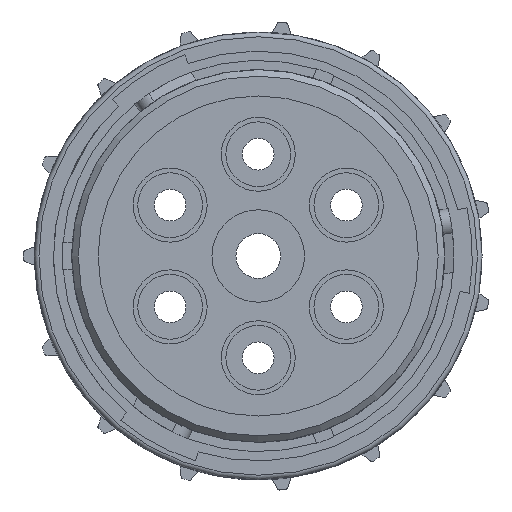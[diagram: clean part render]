
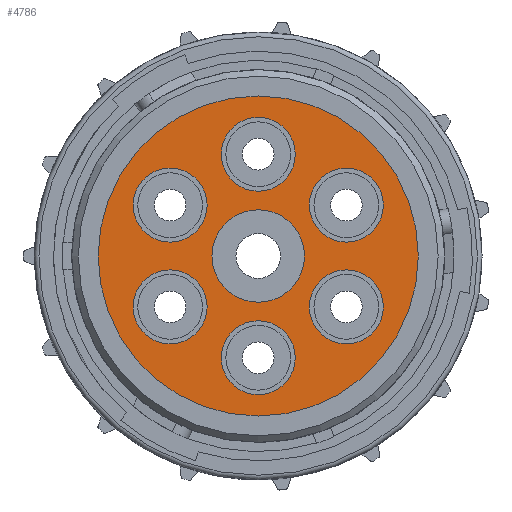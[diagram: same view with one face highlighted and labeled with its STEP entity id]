
A CAD part, left-side view. The second image highlights one B-rep face of the part: STEP entity #4786.
In plain terms, the highlighted planar face has unit normal (-1, 0, 0).
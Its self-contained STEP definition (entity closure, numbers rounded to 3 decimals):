
#52=PLANE('',#5163);
#894=ORIENTED_EDGE('',*,*,#1797,.T.);
#895=ORIENTED_EDGE('',*,*,#1798,.T.);
#896=ORIENTED_EDGE('',*,*,#1799,.T.);
#897=ORIENTED_EDGE('',*,*,#1800,.T.);
#898=ORIENTED_EDGE('',*,*,#1801,.T.);
#899=ORIENTED_EDGE('',*,*,#1802,.T.);
#900=ORIENTED_EDGE('',*,*,#1803,.T.);
#901=ORIENTED_EDGE('',*,*,#1697,.F.);
#1697=EDGE_CURVE('',#2157,#2157,#2435,.T.);
#1797=EDGE_CURVE('',#2242,#2242,#2499,.T.);
#1798=EDGE_CURVE('',#2243,#2243,#2500,.T.);
#1799=EDGE_CURVE('',#2244,#2244,#2501,.T.);
#1800=EDGE_CURVE('',#2245,#2245,#2502,.T.);
#1801=EDGE_CURVE('',#2246,#2246,#2503,.T.);
#1802=EDGE_CURVE('',#2247,#2247,#2504,.T.);
#1803=EDGE_CURVE('',#2248,#2248,#2505,.T.);
#2157=VERTEX_POINT('',#6942);
#2242=VERTEX_POINT('',#7141);
#2243=VERTEX_POINT('',#7143);
#2244=VERTEX_POINT('',#7145);
#2245=VERTEX_POINT('',#7147);
#2246=VERTEX_POINT('',#7149);
#2247=VERTEX_POINT('',#7151);
#2248=VERTEX_POINT('',#7153);
#2435=CIRCLE('',#5086,17.3);
#2499=CIRCLE('',#5164,4.);
#2500=CIRCLE('',#5165,4.);
#2501=CIRCLE('',#5166,4.);
#2502=CIRCLE('',#5167,4.);
#2503=CIRCLE('',#5168,4.);
#2504=CIRCLE('',#5169,4.);
#2505=CIRCLE('',#5170,5.);
#2659=EDGE_LOOP('',(#894));
#2660=EDGE_LOOP('',(#895));
#2661=EDGE_LOOP('',(#896));
#2662=EDGE_LOOP('',(#897));
#2663=EDGE_LOOP('',(#898));
#2664=EDGE_LOOP('',(#899));
#2665=EDGE_LOOP('',(#900));
#2666=EDGE_LOOP('',(#901));
#2962=FACE_BOUND('',#2659,.T.);
#2963=FACE_BOUND('',#2660,.T.);
#2964=FACE_BOUND('',#2661,.T.);
#2965=FACE_BOUND('',#2662,.T.);
#2966=FACE_BOUND('',#2663,.T.);
#2967=FACE_BOUND('',#2664,.T.);
#2968=FACE_BOUND('',#2665,.T.);
#2969=FACE_BOUND('',#2666,.T.);
#4786=ADVANCED_FACE('',(#2962,#2963,#2964,#2965,#2966,#2967,#2968,#2969),
#52,.F.);
#5086=AXIS2_PLACEMENT_3D('',#6941,#5726,#5727);
#5163=AXIS2_PLACEMENT_3D('',#7139,#5916,#5917);
#5164=AXIS2_PLACEMENT_3D('',#7140,#5918,#5919);
#5165=AXIS2_PLACEMENT_3D('',#7142,#5920,#5921);
#5166=AXIS2_PLACEMENT_3D('',#7144,#5922,#5923);
#5167=AXIS2_PLACEMENT_3D('',#7146,#5924,#5925);
#5168=AXIS2_PLACEMENT_3D('',#7148,#5926,#5927);
#5169=AXIS2_PLACEMENT_3D('',#7150,#5928,#5929);
#5170=AXIS2_PLACEMENT_3D('',#7152,#5930,#5931);
#5726=DIRECTION('',(1.,0.,0.));
#5727=DIRECTION('',(0.,0.,-1.));
#5916=DIRECTION('',(1.,0.,0.));
#5917=DIRECTION('',(0.,0.,-1.));
#5918=DIRECTION('',(1.,0.,0.));
#5919=DIRECTION('',(0.,0.,-1.));
#5920=DIRECTION('',(1.,0.,0.));
#5921=DIRECTION('',(0.,0.,-1.));
#5922=DIRECTION('',(1.,0.,0.));
#5923=DIRECTION('',(0.,0.,-1.));
#5924=DIRECTION('',(1.,0.,0.));
#5925=DIRECTION('',(0.,0.,-1.));
#5926=DIRECTION('',(1.,0.,0.));
#5927=DIRECTION('',(0.,0.,-1.));
#5928=DIRECTION('',(1.,0.,0.));
#5929=DIRECTION('',(0.,0.,-1.));
#5930=DIRECTION('',(1.,0.,0.));
#5931=DIRECTION('',(0.,0.,-1.));
#6941=CARTESIAN_POINT('',(8.6,0.,0.));
#6942=CARTESIAN_POINT('',(8.6,0.,-17.3));
#7139=CARTESIAN_POINT('',(8.6,0.,0.));
#7140=CARTESIAN_POINT('',(8.6,-9.526,-5.5));
#7141=CARTESIAN_POINT('',(8.6,-9.526,-9.5));
#7142=CARTESIAN_POINT('',(8.6,9.526,5.5));
#7143=CARTESIAN_POINT('',(8.6,9.526,1.5));
#7144=CARTESIAN_POINT('',(8.6,-9.526,5.5));
#7145=CARTESIAN_POINT('',(8.6,-9.526,1.5));
#7146=CARTESIAN_POINT('',(8.6,9.526,-5.5));
#7147=CARTESIAN_POINT('',(8.6,9.526,-9.5));
#7148=CARTESIAN_POINT('',(8.6,0.,11.));
#7149=CARTESIAN_POINT('',(8.6,0.,7.));
#7150=CARTESIAN_POINT('',(8.6,0.,-11.));
#7151=CARTESIAN_POINT('',(8.6,0.,-15.));
#7152=CARTESIAN_POINT('',(8.6,0.,0.));
#7153=CARTESIAN_POINT('',(8.6,0.,-5.));
